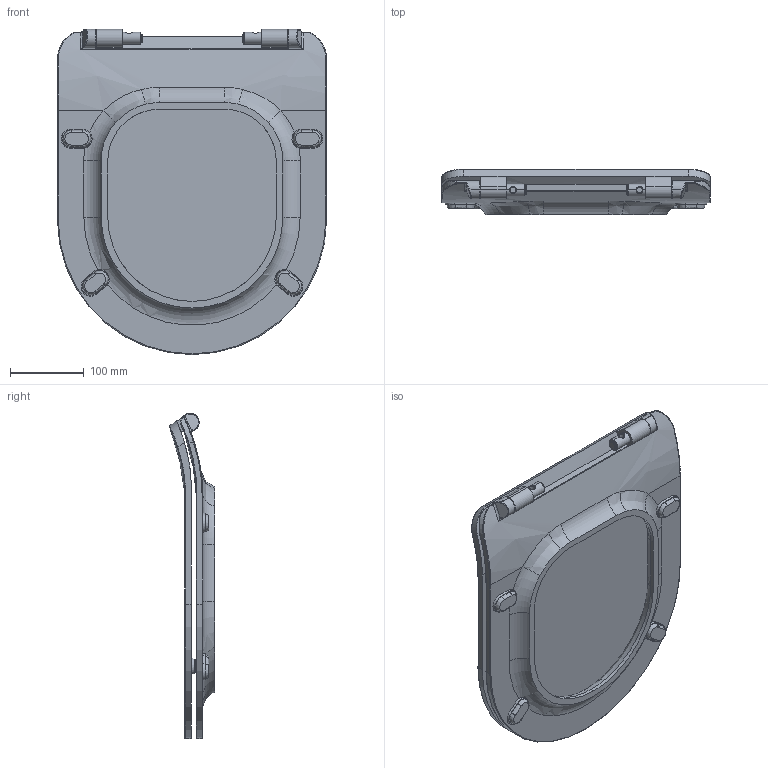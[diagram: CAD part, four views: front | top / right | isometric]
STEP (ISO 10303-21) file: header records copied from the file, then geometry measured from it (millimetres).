
FILE_DESCRIPTION (( 'STEP AP214' ), '1' );
FILE_NAME ('66102_v10818.STEP', '2018-08-31T13:33:57', ( '' ), ( '' ), 'SwSTEP 2.0', 'SolidWorks 2018', '' );
FILE_SCHEMA (( 'AUTOMOTIVE_DESIGN' ));
Length unit declared in the file: millimetre
Products named in the file (4): fixing; seat; 66102_v10818; lid
Assembly tree (4 placements, depth 2):
  66102_v10818
    seat
    lid
    fixing  x2
Bounding box: 364 x 61.26 x 440 mm (x, y, z)
Volume: 2289435 mm3; surface area: 531590.9 mm2
Topology: 10 solids, 10 shells, 219 faces, 522 edges, 326 vertices
Faces by surface type: bspline 68, plane 62, cylinder 56, torus 16, cone 14, sphere 3
Entity records: 10041 total; most frequent: CARTESIAN_POINT 5623, ORIENTED_EDGE 970, DIRECTION 762, EDGE_CURVE 485, AXIS2_PLACEMENT_3D 310, VERTEX_POINT 304, EDGE_LOOP 213, ADVANCED_FACE 203
